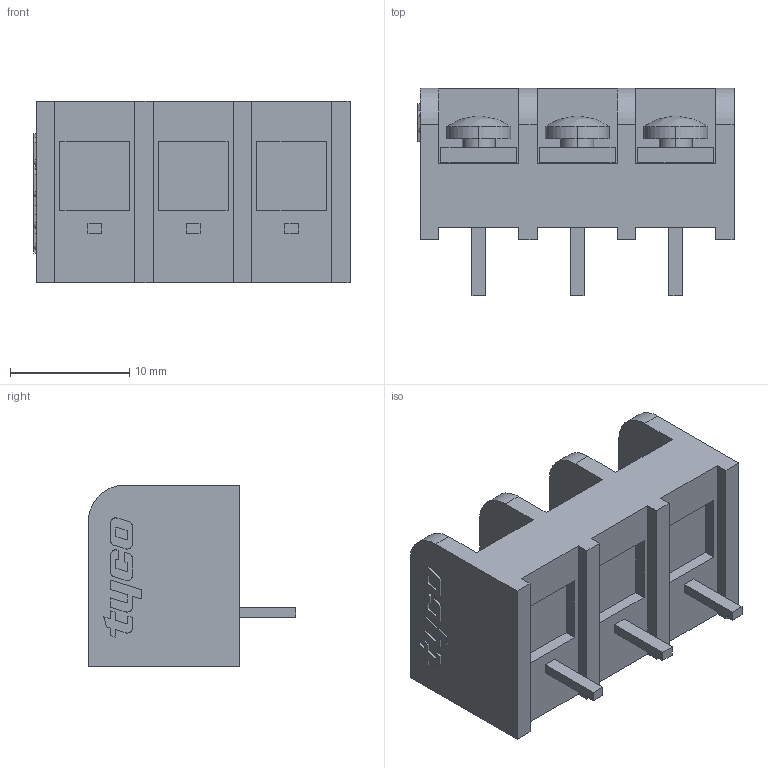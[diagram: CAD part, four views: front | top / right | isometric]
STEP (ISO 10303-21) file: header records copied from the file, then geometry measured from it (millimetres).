
FILE_DESCRIPTION (( 'STEP AP214' ), '1' );
FILE_NAME ('4PCV-03-006.STEP', '2024-05-24T20:11:37', ( '' ), ( '' ), 'SwSTEP 2.0', 'SolidWorks 2024', '' );
FILE_SCHEMA (( 'AUTOMOTIVE_DESIGN' ));
Length unit declared in the file: millimetre
Products named in the file (1): 4PCV-03-006
Bounding box: 26.51 x 17.4 x 15.24 mm (x, y, z)
Volume: 3357.4 mm3; surface area: 2944 mm2
Topology: 1 solids, 1 shells, 260 faces, 702 edges, 464 vertices
Faces by surface type: plane 211, cylinder 46, bspline 3
Entity records: 8217 total; most frequent: CARTESIAN_POINT 1472, ORIENTED_EDGE 1404, DIRECTION 1310, EDGE_CURVE 702, LINE 610, VECTOR 610, VERTEX_POINT 464, AXIS2_PLACEMENT_3D 350
